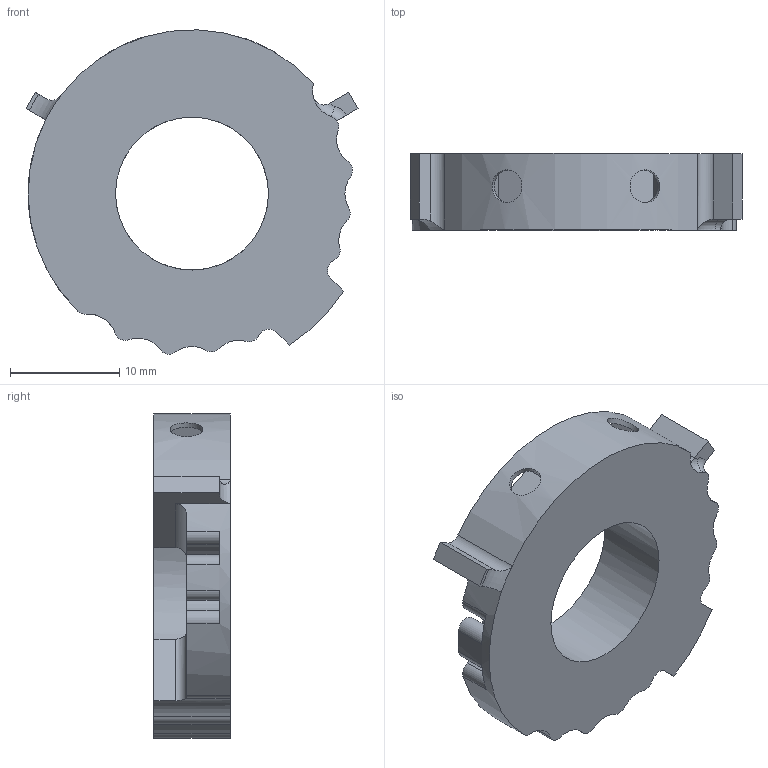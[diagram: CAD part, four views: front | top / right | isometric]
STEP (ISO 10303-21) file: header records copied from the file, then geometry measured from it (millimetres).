
FILE_DESCRIPTION(/* description */ (''),/* implementation_level */ '2;1');
FILE_NAME(/* name */ 'thumbwheelSmall.step',/* time_stamp */ '2022-05-10T16:38:10+02:00',/* author */ (''),/* organization */ (''),/* preprocessor_version */ 'ST-DEVELOPER v18.1',/* originating_system */ 'Autodesk Translation Framework v10.14.0.1471',/* authorisation */ '');
FILE_SCHEMA (('AUTOMOTIVE_DESIGN { 1 0 10303 214 3 1 1 }'));
Length unit declared in the file: millimetre
Products named in the file (1): thumbwheelSmall
Bounding box: 30.4 x 7 x 29.69 mm (x, y, z)
Volume: 3297.1 mm3; surface area: 2284.9 mm2
Topology: 1 solids, 1 shells, 68 faces, 193 edges, 128 vertices
Faces by surface type: cylinder 37, plane 28, torus 3
Full cylindrical faces by diameter (mm): 3 x2, 14 x1
Entity records: 2414 total; most frequent: CARTESIAN_POINT 544, DIRECTION 399, ORIENTED_EDGE 386, EDGE_CURVE 193, AXIS2_PLACEMENT_3D 151, VERTEX_POINT 128, LINE 97, VECTOR 97
